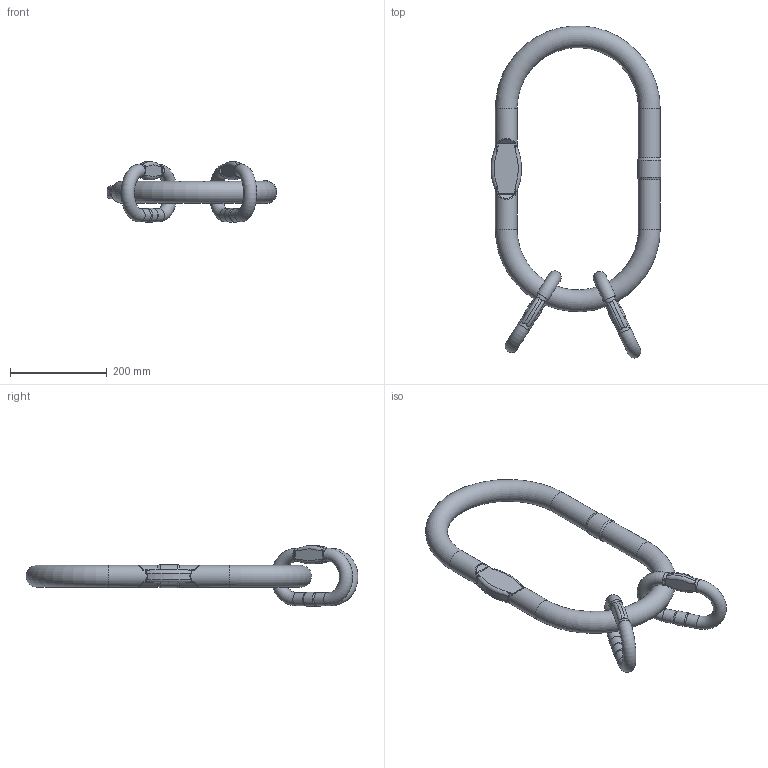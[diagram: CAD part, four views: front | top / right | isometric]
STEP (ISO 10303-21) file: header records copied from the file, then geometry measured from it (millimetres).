
FILE_DESCRIPTION(/* description */ (''),/* implementation_level */ '2;1');
FILE_NAME(/* name */ 'VSAW 2-19_20_4-16.stp',/* time_stamp */ '2013-11-19T15:50:51+01:00',/* author */ (''),/* organization */ (''),/* preprocessor_version */ 'ST-DEVELOPER v14',/* originating_system */ 'SIEMENS PLM Software NX 8.0',/* authorisation */ '');
FILE_SCHEMA (('AUTOMOTIVE_DESIGN { 1 0 10303 214 3 1 1 1 }'));
Length unit declared in the file: millimetre
Products named in the file (1): kse1B38169Fi2m1
Bounding box: 350.57 x 685.23 x 125.35 mm (x, y, z)
Volume: 2768392.3 mm3; surface area: 280017.5 mm2
Topology: 3 solids, 3 shells, 115 faces, 301 edges, 178 vertices
Faces by surface type: cylinder 41, bspline 32, torus 18, plane 18, cone 6
Full cylindrical faces by diameter (mm): 27 x8, 29.025 x2, 45 x4, 48.375 x1
Entity records: 4496 total; most frequent: CARTESIAN_POINT 2092, ORIENTED_EDGE 512, DIRECTION 432, EDGE_CURVE 256, AXIS2_PLACEMENT_3D 188, VERTEX_POINT 168, EDGE_LOOP 142, ADVANCED_FACE 115
